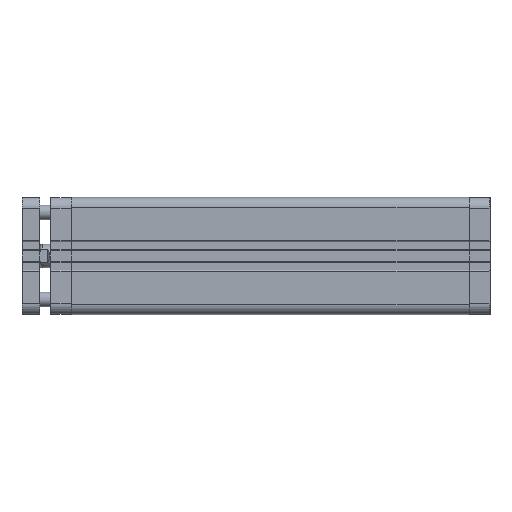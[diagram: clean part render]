
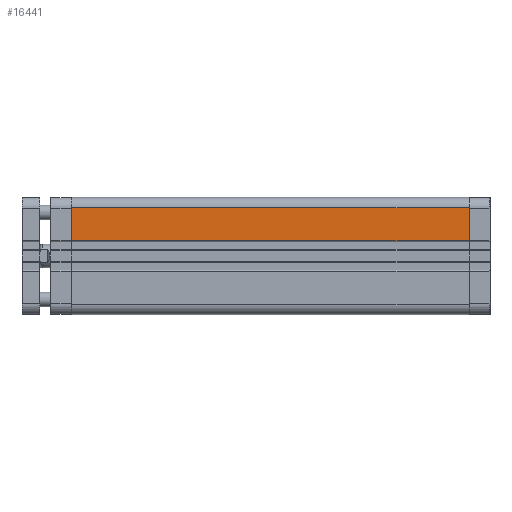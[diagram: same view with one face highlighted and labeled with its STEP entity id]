
A CAD part, left-side view. The second image highlights one B-rep face of the part: STEP entity #16441.
In plain terms, the highlighted planar face has unit normal (-1, 0, 0).
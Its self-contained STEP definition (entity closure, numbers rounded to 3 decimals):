
#12717=CARTESIAN_POINT('',(-40.,135.75,10.25));
#12718=VERTEX_POINT('',#12717);
#12726=CARTESIAN_POINT('',(-40.,135.75,33.));
#12727=VERTEX_POINT('',#12726);
#12728=CARTESIAN_POINT('',(-40.,135.75,33.));
#12729=DIRECTION('',(0.,0.0,-1.0));
#12730=VECTOR('',#12729,22.75);
#12731=LINE('',#12728,#12730);
#12732=EDGE_CURVE('',#12727,#12718,#12731,.T.);
#15246=CARTESIAN_POINT('',(-40.,-135.75,33.));
#15247=VERTEX_POINT('',#15246);
#15255=CARTESIAN_POINT('',(-40.,-135.75,10.25));
#15256=VERTEX_POINT('',#15255);
#15257=CARTESIAN_POINT('',(-40.,-135.75,10.25));
#15258=DIRECTION('',(0.,0.0,1.0));
#15259=VECTOR('',#15258,22.75);
#15260=LINE('',#15257,#15259);
#15261=EDGE_CURVE('',#15256,#15247,#15260,.T.);
#16414=CARTESIAN_POINT('',(-40.,-135.75,33.));
#16415=DIRECTION('',(0.0,1.0,0.0));
#16416=VECTOR('',#16415,271.5);
#16417=LINE('',#16414,#16416);
#16418=EDGE_CURVE('',#15247,#12727,#16417,.T.);
#16425=CARTESIAN_POINT('',(-40.,0.0,33.));
#16426=DIRECTION('',(-1.0,0.0,0.));
#16427=DIRECTION('',(0.,0.0,1.0));
#16428=AXIS2_PLACEMENT_3D('',#16425,#16426,#16427);
#16429=PLANE('',#16428);
#16430=ORIENTED_EDGE('',*,*,#12732,.T.);
#16431=CARTESIAN_POINT('',(-40.,-135.75,10.25));
#16432=DIRECTION('',(0.0,1.0,0.0));
#16433=VECTOR('',#16432,271.5);
#16434=LINE('',#16431,#16433);
#16435=EDGE_CURVE('',#15256,#12718,#16434,.T.);
#16436=ORIENTED_EDGE('',*,*,#16435,.F.);
#16437=ORIENTED_EDGE('',*,*,#15261,.T.);
#16438=ORIENTED_EDGE('',*,*,#16418,.T.);
#16439=EDGE_LOOP('',(#16430,#16436,#16437,#16438));
#16440=FACE_OUTER_BOUND('',#16439,.T.);
#16441=ADVANCED_FACE('',(#16440),#16429,.T.);
